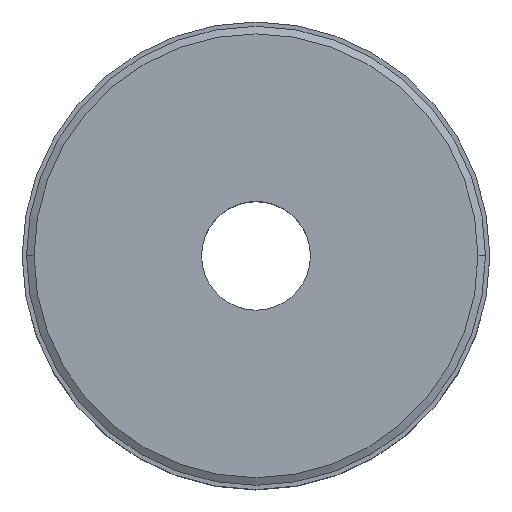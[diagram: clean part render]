
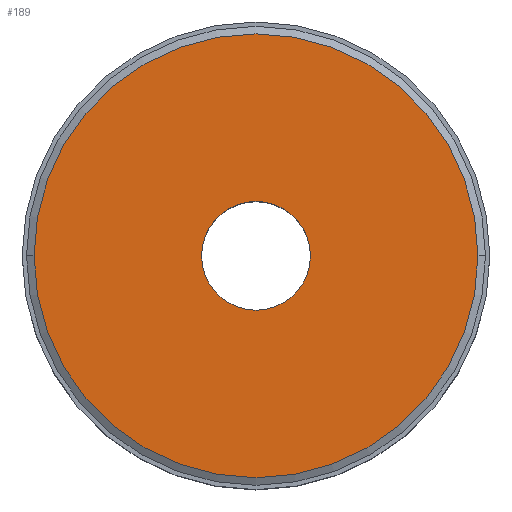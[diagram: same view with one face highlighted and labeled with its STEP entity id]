
A CAD part, top view. The second image highlights one B-rep face of the part: STEP entity #189.
In plain terms, the highlighted planar face has unit normal (0, 0, 1).
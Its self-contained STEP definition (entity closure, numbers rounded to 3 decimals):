
#189 = ADVANCED_FACE ( 'NONE', ( #3663, #5243 ), #4388, .F. ) ;
#585 = EDGE_CURVE ( 'NONE', #9876, #9884, #7164, .T. ) ;
#621 = EDGE_CURVE ( 'NONE', #9878, #9879, #7207, .T. ) ;
#626 = EDGE_CURVE ( 'NONE', #9879, #9878, #7213, .T. ) ;
#627 = EDGE_CURVE ( 'NONE', #9884, #9876, #7214, .T. ) ;
#3663 = FACE_OUTER_BOUND ( 'NONE', #10056, .T. ) ;
#4228 = AXIS2_PLACEMENT_3D ( 'NONE', #4387, #4386, #4390 ) ;
#4386 = DIRECTION ( 'NONE',  ( 0., 0., -1. ) ) ;
#4387 = CARTESIAN_POINT ( 'NONE',  ( 0., 10.204, 4.75 ) ) ;
#4388 = PLANE ( 'NONE',  #4228 ) ;
#4390 = DIRECTION ( 'NONE',  ( -1., 0., 0. ) ) ;
#5243 = FACE_BOUND ( 'NONE', #10042, .T. ) ;
#5290 = CARTESIAN_POINT ( 'NONE',  ( 10.204, 0., 4.75 ) ) ;
#5292 = CARTESIAN_POINT ( 'NONE',  ( -2.5, 0., 4.75 ) ) ;
#5293 = CARTESIAN_POINT ( 'NONE',  ( 2.5, 0., 4.75 ) ) ;
#5303 = CARTESIAN_POINT ( 'NONE',  ( -10.204, 0., 4.75 ) ) ;
#6119 = AXIS2_PLACEMENT_3D ( 'NONE', #6846, #6847, #6848 ) ;
#6151 = AXIS2_PLACEMENT_3D ( 'NONE', #6948, #6949, #6950 ) ;
#6156 = AXIS2_PLACEMENT_3D ( 'NONE', #6964, #6965, #6966 ) ;
#6157 = AXIS2_PLACEMENT_3D ( 'NONE', #6967, #6968, #6969 ) ;
#6846 = CARTESIAN_POINT ( 'NONE',  ( 0., 0., 4.75 ) ) ;
#6847 = DIRECTION ( 'NONE',  ( 0., 0., 1. ) ) ;
#6848 = DIRECTION ( 'NONE',  ( 1., 0., 0. ) ) ;
#6948 = CARTESIAN_POINT ( 'NONE',  ( 0., 0., 4.75 ) ) ;
#6949 = DIRECTION ( 'NONE',  ( 0., 0., 1. ) ) ;
#6950 = DIRECTION ( 'NONE',  ( -1., 0., 0. ) ) ;
#6964 = CARTESIAN_POINT ( 'NONE',  ( 0., 0., 4.75 ) ) ;
#6965 = DIRECTION ( 'NONE',  ( 0., 0., 1. ) ) ;
#6966 = DIRECTION ( 'NONE',  ( -1., 0., 0. ) ) ;
#6967 = CARTESIAN_POINT ( 'NONE',  ( 0., 0., 4.75 ) ) ;
#6968 = DIRECTION ( 'NONE',  ( 0., 0., 1. ) ) ;
#6969 = DIRECTION ( 'NONE',  ( 1., 0., 0. ) ) ;
#7164 = CIRCLE ( 'NONE', #6119, 10.204 ) ;
#7207 = CIRCLE ( 'NONE', #6151, 2.5 ) ;
#7213 = CIRCLE ( 'NONE', #6156, 2.5 ) ;
#7214 = CIRCLE ( 'NONE', #6157, 10.204 ) ;
#9815 = ORIENTED_EDGE ( 'NONE', *, *, #626, .F. ) ;
#9834 = ORIENTED_EDGE ( 'NONE', *, *, #627, .T. ) ;
#9836 = ORIENTED_EDGE ( 'NONE', *, *, #621, .F. ) ;
#9839 = ORIENTED_EDGE ( 'NONE', *, *, #585, .T. ) ;
#9876 = VERTEX_POINT ( 'NONE', #5290 ) ;
#9878 = VERTEX_POINT ( 'NONE', #5292 ) ;
#9879 = VERTEX_POINT ( 'NONE', #5293 ) ;
#9884 = VERTEX_POINT ( 'NONE', #5303 ) ;
#10042 = EDGE_LOOP ( 'NONE', ( #9815, #9836 ) ) ;
#10056 = EDGE_LOOP ( 'NONE', ( #9834, #9839 ) ) ;
